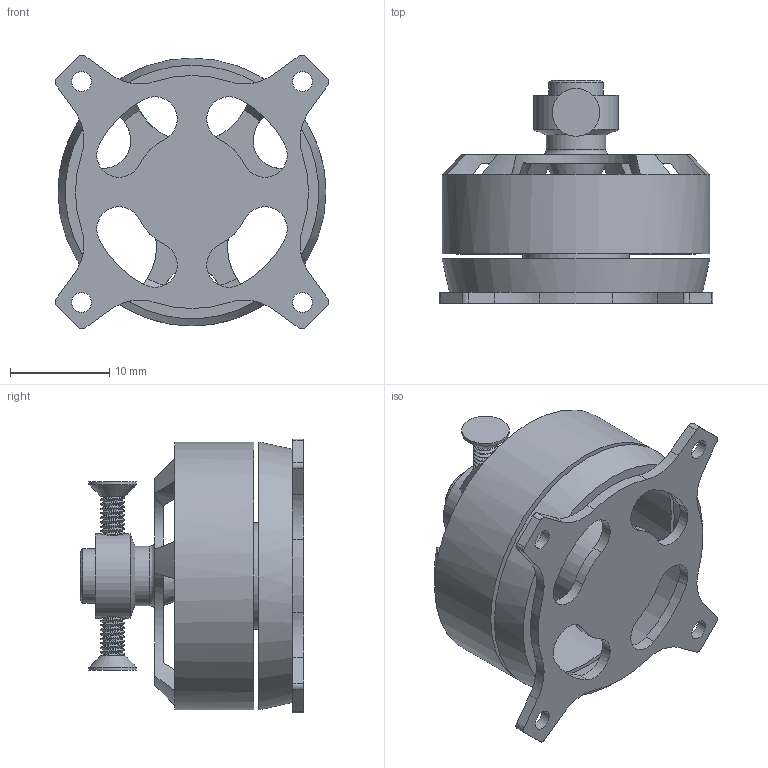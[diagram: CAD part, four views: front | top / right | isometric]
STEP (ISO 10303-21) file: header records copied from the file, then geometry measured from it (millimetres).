
FILE_DESCRIPTION(/* description */ (''),/* implementation_level */ '2;1');
FILE_NAME(/* name */ 'Motor 2206 v26.step',/* time_stamp */ '2020-10-10T14:25:18+07:00',/* author */ (''),/* organization */ (''),/* preprocessor_version */ 'ST-DEVELOPER v18.1',/* originating_system */ 'Autodesk Translation Framework v9.3.0.1241',/* authorisation */ '');
FILE_SCHEMA (('AUTOMOTIVE_DESIGN { 1 0 10303 214 3 1 1 }'));
Length unit declared in the file: millimetre
Products named in the file (1): Motor 2206
Bounding box: 27.62 x 22.5 x 27.62 mm (x, y, z)
Volume: 3137.8 mm3; surface area: 4472.5 mm2
Topology: 2 solids, 2 shells, 172 faces, 472 edges, 299 vertices
Faces by surface type: cylinder 94, plane 48, cone 19, bspline 10, torus 1
Full cylindrical faces by diameter (mm): 1.916 x6, 2 x4, 2.43 x10, 4.8 x2, 5.5 x1, 6 x1, 8.5 x1, 10.7 x1, 24.5 x1, 27 x1
Entity records: 8752 total; most frequent: CARTESIAN_POINT 4515, ORIENTED_EDGE 944, DIRECTION 822, EDGE_CURVE 472, AXIS2_PLACEMENT_3D 347, VERTEX_POINT 299, EDGE_LOOP 195, CIRCLE 184
